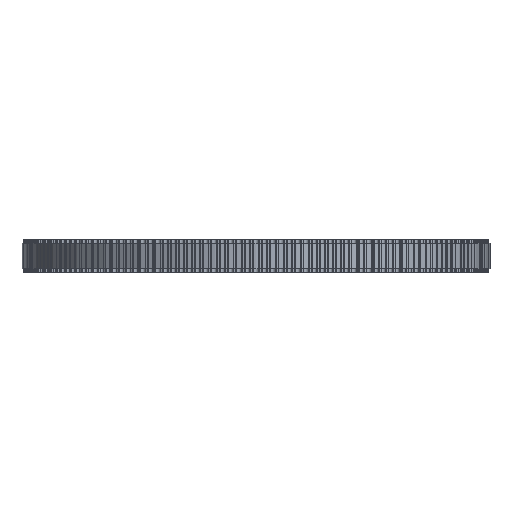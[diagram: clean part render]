
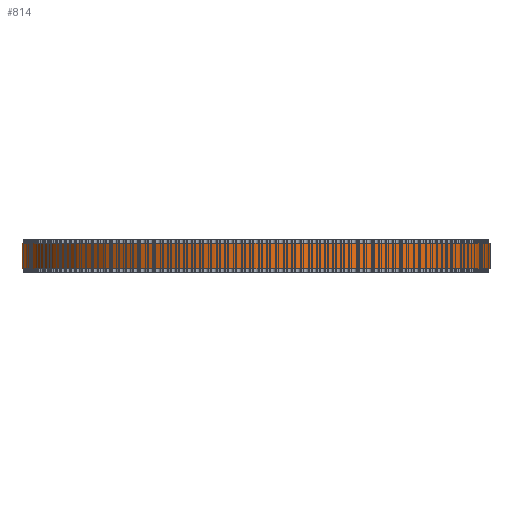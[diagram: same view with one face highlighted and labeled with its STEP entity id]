
A CAD part, front view. The second image highlights one B-rep face of the part: STEP entity #814.
In plain terms, the highlighted cylindrical face has radius 55.068 mm (diameter 110.135 mm), a full revolution.
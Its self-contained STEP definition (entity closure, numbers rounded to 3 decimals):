
#97=FACE_BOUND('',#2896,.T.);
#98=FACE_BOUND('',#2897,.T.);
#814=ADVANCED_FACE('',(#97,#98),#1507,.T.);
#1507=CYLINDRICAL_SURFACE('',#15367,55.068);
#2896=EDGE_LOOP('',(#8434));
#2897=EDGE_LOOP('',(#8435));
#8434=ORIENTED_EDGE('',*,*,#11898,.T.);
#8435=ORIENTED_EDGE('',*,*,#11899,.T.);
#9820=VERTEX_POINT('',#24380);
#9821=VERTEX_POINT('',#24382);
#11898=EDGE_CURVE('',#9820,#9820,#13284,.T.);
#11899=EDGE_CURVE('',#9821,#9821,#13285,.T.);
#13284=CIRCLE('',#15365,55.068);
#13285=CIRCLE('',#15366,55.068);
#15365=AXIS2_PLACEMENT_3D('',#24379,#20218,#20219);
#15366=AXIS2_PLACEMENT_3D('',#24381,#20220,#20221);
#15367=AXIS2_PLACEMENT_3D('',#24383,#20222,#20223);
#20218=DIRECTION('',(0.,0.,1.));
#20219=DIRECTION('',(1.,0.,0.));
#20220=DIRECTION('',(0.,0.,-1.));
#20221=DIRECTION('',(1.,0.,0.));
#20222=DIRECTION('',(0.,0.,1.));
#20223=DIRECTION('',(1.,0.,0.));
#24379=CARTESIAN_POINT('',(0.,0.,1.));
#24380=CARTESIAN_POINT('',(55.068,0.,1.));
#24381=CARTESIAN_POINT('',(0.,0.,7.));
#24382=CARTESIAN_POINT('',(55.068,0.,7.));
#24383=CARTESIAN_POINT('',(0.,0.,1.));
